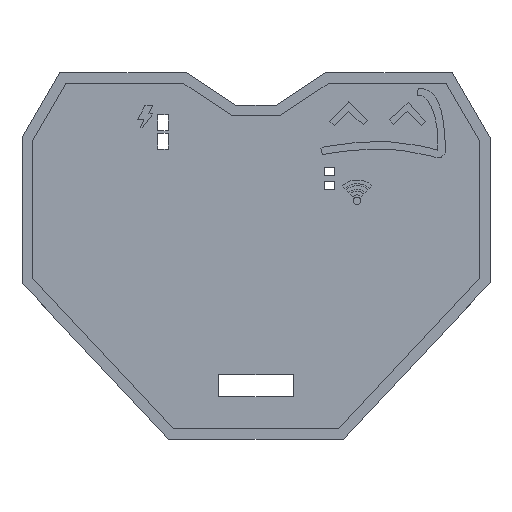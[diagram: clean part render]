
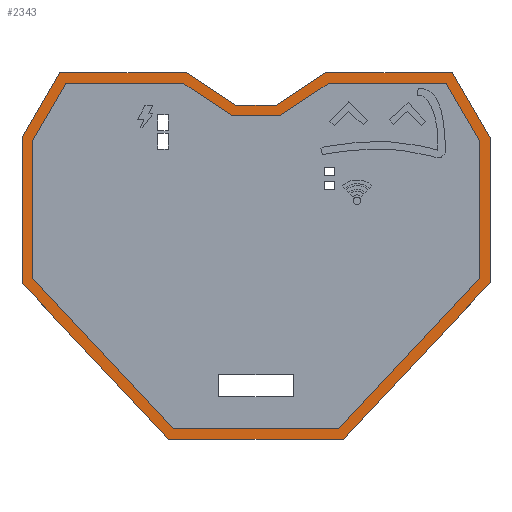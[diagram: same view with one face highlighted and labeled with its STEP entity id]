
A CAD part, top view. The second image highlights one B-rep face of the part: STEP entity #2343.
In plain terms, the highlighted planar face has unit normal (0, 0, 1).
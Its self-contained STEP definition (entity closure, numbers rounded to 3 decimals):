
#16=FACE_BOUND('',#361,.T.);
#110=PLANE('',#2472);
#234=FACE_OUTER_BOUND('',#360,.T.);
#360=EDGE_LOOP('',(#1939,#1940,#1941,#1942,#1943,#1944,#1945,#1946,#1947,
#1948,#1949,#1950));
#361=EDGE_LOOP('',(#1951,#1952,#1953,#1954,#1955,#1956,#1957,#1958,#1959,
#1960,#1961,#1962));
#623=LINE('',#4637,#927);
#626=LINE('',#4642,#930);
#628=LINE('',#4646,#932);
#629=LINE('',#4648,#933);
#630=LINE('',#4650,#934);
#631=LINE('',#4652,#935);
#632=LINE('',#4654,#936);
#633=LINE('',#4656,#937);
#634=LINE('',#4658,#938);
#635=LINE('',#4660,#939);
#636=LINE('',#4662,#940);
#637=LINE('',#4663,#941);
#638=LINE('',#4666,#942);
#639=LINE('',#4668,#943);
#640=LINE('',#4670,#944);
#641=LINE('',#4672,#945);
#642=LINE('',#4674,#946);
#643=LINE('',#4676,#947);
#644=LINE('',#4678,#948);
#645=LINE('',#4680,#949);
#646=LINE('',#4682,#950);
#647=LINE('',#4684,#951);
#648=LINE('',#4686,#952);
#649=LINE('',#4687,#953);
#927=VECTOR('',#2849,10.);
#930=VECTOR('',#2854,10.);
#932=VECTOR('',#2858,10.);
#933=VECTOR('',#2859,10.);
#934=VECTOR('',#2860,10.);
#935=VECTOR('',#2861,10.);
#936=VECTOR('',#2862,10.);
#937=VECTOR('',#2863,10.);
#938=VECTOR('',#2864,10.);
#939=VECTOR('',#2865,10.);
#940=VECTOR('',#2866,10.);
#941=VECTOR('',#2867,10.);
#942=VECTOR('',#2868,10.);
#943=VECTOR('',#2869,10.);
#944=VECTOR('',#2870,10.);
#945=VECTOR('',#2871,10.);
#946=VECTOR('',#2872,10.);
#947=VECTOR('',#2873,10.);
#948=VECTOR('',#2874,10.);
#949=VECTOR('',#2875,10.);
#950=VECTOR('',#2876,10.);
#951=VECTOR('',#2877,10.);
#952=VECTOR('',#2878,10.);
#953=VECTOR('',#2879,10.);
#1213=VERTEX_POINT('',#4635);
#1214=VERTEX_POINT('',#4636);
#1215=VERTEX_POINT('',#4641);
#1216=VERTEX_POINT('',#4645);
#1217=VERTEX_POINT('',#4647);
#1218=VERTEX_POINT('',#4649);
#1219=VERTEX_POINT('',#4651);
#1220=VERTEX_POINT('',#4653);
#1221=VERTEX_POINT('',#4655);
#1222=VERTEX_POINT('',#4657);
#1223=VERTEX_POINT('',#4659);
#1224=VERTEX_POINT('',#4661);
#1225=VERTEX_POINT('',#4664);
#1226=VERTEX_POINT('',#4665);
#1227=VERTEX_POINT('',#4667);
#1228=VERTEX_POINT('',#4669);
#1229=VERTEX_POINT('',#4671);
#1230=VERTEX_POINT('',#4673);
#1231=VERTEX_POINT('',#4675);
#1232=VERTEX_POINT('',#4677);
#1233=VERTEX_POINT('',#4679);
#1234=VERTEX_POINT('',#4681);
#1235=VERTEX_POINT('',#4683);
#1236=VERTEX_POINT('',#4685);
#1493=EDGE_CURVE('',#1213,#1214,#623,.T.);
#1496=EDGE_CURVE('',#1214,#1215,#626,.T.);
#1498=EDGE_CURVE('',#1215,#1216,#628,.T.);
#1499=EDGE_CURVE('',#1216,#1217,#629,.T.);
#1500=EDGE_CURVE('',#1217,#1218,#630,.T.);
#1501=EDGE_CURVE('',#1218,#1219,#631,.T.);
#1502=EDGE_CURVE('',#1219,#1220,#632,.T.);
#1503=EDGE_CURVE('',#1220,#1221,#633,.T.);
#1504=EDGE_CURVE('',#1221,#1222,#634,.T.);
#1505=EDGE_CURVE('',#1222,#1223,#635,.T.);
#1506=EDGE_CURVE('',#1223,#1224,#636,.T.);
#1507=EDGE_CURVE('',#1224,#1213,#637,.T.);
#1508=EDGE_CURVE('',#1225,#1226,#638,.T.);
#1509=EDGE_CURVE('',#1226,#1227,#639,.T.);
#1510=EDGE_CURVE('',#1227,#1228,#640,.T.);
#1511=EDGE_CURVE('',#1228,#1229,#641,.T.);
#1512=EDGE_CURVE('',#1229,#1230,#642,.T.);
#1513=EDGE_CURVE('',#1230,#1231,#643,.T.);
#1514=EDGE_CURVE('',#1231,#1232,#644,.T.);
#1515=EDGE_CURVE('',#1232,#1233,#645,.T.);
#1516=EDGE_CURVE('',#1233,#1234,#646,.T.);
#1517=EDGE_CURVE('',#1234,#1235,#647,.T.);
#1518=EDGE_CURVE('',#1235,#1236,#648,.T.);
#1519=EDGE_CURVE('',#1236,#1225,#649,.T.);
#1939=ORIENTED_EDGE('',*,*,#1496,.T.);
#1940=ORIENTED_EDGE('',*,*,#1498,.T.);
#1941=ORIENTED_EDGE('',*,*,#1499,.T.);
#1942=ORIENTED_EDGE('',*,*,#1500,.T.);
#1943=ORIENTED_EDGE('',*,*,#1501,.T.);
#1944=ORIENTED_EDGE('',*,*,#1502,.T.);
#1945=ORIENTED_EDGE('',*,*,#1503,.T.);
#1946=ORIENTED_EDGE('',*,*,#1504,.T.);
#1947=ORIENTED_EDGE('',*,*,#1505,.T.);
#1948=ORIENTED_EDGE('',*,*,#1506,.T.);
#1949=ORIENTED_EDGE('',*,*,#1507,.T.);
#1950=ORIENTED_EDGE('',*,*,#1493,.T.);
#1951=ORIENTED_EDGE('',*,*,#1508,.T.);
#1952=ORIENTED_EDGE('',*,*,#1509,.T.);
#1953=ORIENTED_EDGE('',*,*,#1510,.T.);
#1954=ORIENTED_EDGE('',*,*,#1511,.T.);
#1955=ORIENTED_EDGE('',*,*,#1512,.T.);
#1956=ORIENTED_EDGE('',*,*,#1513,.T.);
#1957=ORIENTED_EDGE('',*,*,#1514,.T.);
#1958=ORIENTED_EDGE('',*,*,#1515,.T.);
#1959=ORIENTED_EDGE('',*,*,#1516,.T.);
#1960=ORIENTED_EDGE('',*,*,#1517,.T.);
#1961=ORIENTED_EDGE('',*,*,#1518,.T.);
#1962=ORIENTED_EDGE('',*,*,#1519,.T.);
#2343=ADVANCED_FACE('',(#234,#16),#110,.T.);
#2472=AXIS2_PLACEMENT_3D('',#4644,#2856,#2857);
#2849=DIRECTION('',(-1.,0.,0.));
#2854=DIRECTION('',(-0.835,-0.551,0.));
#2856=DIRECTION('center_axis',(0.,0.,1.));
#2857=DIRECTION('ref_axis',(1.,0.,0.));
#2858=DIRECTION('',(-1.,0.,0.));
#2859=DIRECTION('',(-0.835,0.551,0.));
#2860=DIRECTION('',(-1.,0.,0.));
#2861=DIRECTION('',(-0.503,-0.864,0.));
#2862=DIRECTION('',(0.,-1.,0.));
#2863=DIRECTION('',(0.684,-0.73,0.));
#2864=DIRECTION('',(1.,0.,0.));
#2865=DIRECTION('',(0.684,0.73,0.));
#2866=DIRECTION('',(0.,1.,0.));
#2867=DIRECTION('',(-0.503,0.864,0.));
#2868=DIRECTION('',(-0.684,-0.73,0.));
#2869=DIRECTION('',(-1.,0.,0.));
#2870=DIRECTION('',(-0.684,0.73,0.));
#2871=DIRECTION('',(0.,1.,0.));
#2872=DIRECTION('',(0.503,0.864,0.));
#2873=DIRECTION('',(1.,0.,0.));
#2874=DIRECTION('',(0.835,-0.551,0.));
#2875=DIRECTION('',(1.,0.,0.));
#2876=DIRECTION('',(0.835,0.551,0.));
#2877=DIRECTION('',(1.,0.,0.));
#2878=DIRECTION('',(0.503,-0.864,0.));
#2879=DIRECTION('',(0.,-1.,0.));
#4635=CARTESIAN_POINT('',(36.886,37.926,30.));
#4636=CARTESIAN_POINT('',(13.135,37.926,30.));
#4637=CARTESIAN_POINT('',(13.135,37.926,30.));
#4641=CARTESIAN_POINT('',(3.834,31.789,30.));
#4642=CARTESIAN_POINT('',(3.834,31.789,30.));
#4644=CARTESIAN_POINT('Origin',(22.,3.424,30.));
#4645=CARTESIAN_POINT('',(-3.834,31.789,30.));
#4646=CARTESIAN_POINT('',(0.,31.789,30.));
#4647=CARTESIAN_POINT('',(-13.135,37.926,30.));
#4648=CARTESIAN_POINT('',(-3.834,31.789,30.));
#4649=CARTESIAN_POINT('',(-36.886,37.926,30.));
#4650=CARTESIAN_POINT('',(-13.135,37.926,30.));
#4651=CARTESIAN_POINT('',(-44.,25.693,30.));
#4652=CARTESIAN_POINT('',(-44.,25.693,30.));
#4653=CARTESIAN_POINT('',(-44.,-1.637,30.));
#4654=CARTESIAN_POINT('',(-44.,25.693,30.));
#4655=CARTESIAN_POINT('',(-16.405,-31.078,30.));
#4656=CARTESIAN_POINT('',(-44.,-1.637,30.));
#4657=CARTESIAN_POINT('',(16.405,-31.078,30.));
#4658=CARTESIAN_POINT('',(-16.405,-31.078,30.));
#4659=CARTESIAN_POINT('',(44.,-1.637,30.));
#4660=CARTESIAN_POINT('',(44.,-1.637,30.));
#4661=CARTESIAN_POINT('',(44.,25.693,30.));
#4662=CARTESIAN_POINT('',(44.,25.693,30.));
#4663=CARTESIAN_POINT('',(44.,25.693,30.));
#4664=CARTESIAN_POINT('',(42.,-0.847,30.));
#4665=CARTESIAN_POINT('',(15.538,-29.078,30.));
#4666=CARTESIAN_POINT('',(24.861,-19.131,30.));
#4667=CARTESIAN_POINT('',(-15.538,-29.078,30.));
#4668=CARTESIAN_POINT('',(2.798,-29.078,30.));
#4669=CARTESIAN_POINT('',(-42.,-0.847,30.));
#4670=CARTESIAN_POINT('',(-28.37,-15.388,30.));
#4671=CARTESIAN_POINT('',(-42.,25.153,30.));
#4672=CARTESIAN_POINT('',(-42.,14.558,30.));
#4673=CARTESIAN_POINT('',(-35.735,35.926,30.));
#4674=CARTESIAN_POINT('',(-35.213,36.824,30.));
#4675=CARTESIAN_POINT('',(-13.735,35.926,30.));
#4676=CARTESIAN_POINT('',(4.432,35.926,30.));
#4677=CARTESIAN_POINT('',(-4.434,29.789,30.));
#4678=CARTESIAN_POINT('',(10.583,19.881,30.));
#4679=CARTESIAN_POINT('',(4.434,29.789,30.));
#4680=CARTESIAN_POINT('',(12.917,29.789,30.));
#4681=CARTESIAN_POINT('',(13.735,35.926,30.));
#4682=CARTESIAN_POINT('',(9.395,33.062,30.));
#4683=CARTESIAN_POINT('',(35.735,35.926,30.));
#4684=CARTESIAN_POINT('',(29.443,35.926,30.));
#4685=CARTESIAN_POINT('',(42.,25.153,30.));
#4686=CARTESIAN_POINT('',(44.33,21.147,30.));
#4687=CARTESIAN_POINT('',(42.,0.893,30.));
